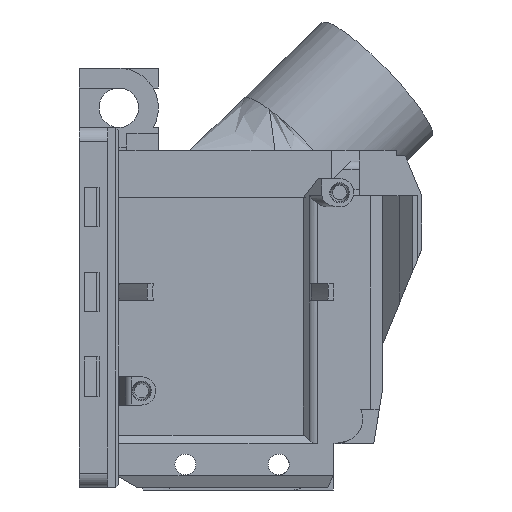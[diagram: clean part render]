
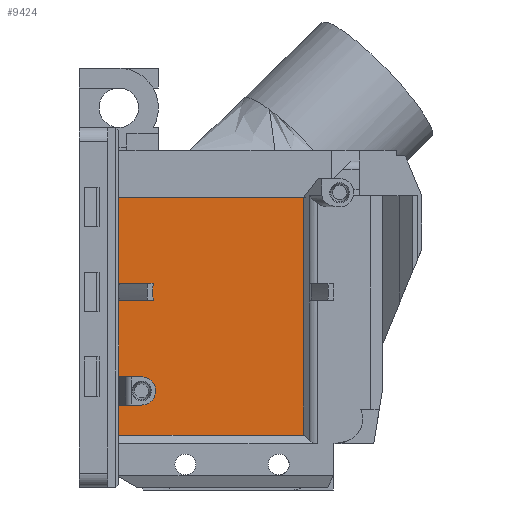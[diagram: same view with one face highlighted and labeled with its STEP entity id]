
A CAD part, left-side view. The second image highlights one B-rep face of the part: STEP entity #9424.
In plain terms, the highlighted planar face has unit normal (-1, 0, 0).
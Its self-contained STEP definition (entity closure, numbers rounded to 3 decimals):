
#143=FACE_BOUND('',#1478,.T.);
#457=PLANE('',#10184);
#931=FACE_OUTER_BOUND('',#1477,.T.);
#1477=EDGE_LOOP('',(#8568,#8569,#8570,#8571,#8572,#8573,#8574,#8575,#8576,
#8577));
#1478=EDGE_LOOP('',(#8578,#8579,#8580,#8581));
#1772=CIRCLE('',#10078,15.5);
#1773=CIRCLE('',#10082,2.5);
#1774=CIRCLE('',#10094,21.5);
#1775=CIRCLE('',#10095,21.5);
#1965=LINE('',#13106,#2928);
#1967=LINE('',#13110,#2930);
#2686=LINE('',#18100,#3649);
#2689=LINE('',#18111,#3652);
#2690=LINE('',#18118,#3653);
#2694=LINE('',#18127,#3657);
#2696=LINE('',#18130,#3659);
#2706=LINE('',#18154,#3669);
#2792=LINE('',#18375,#3755);
#2793=LINE('',#18377,#3756);
#2928=VECTOR('',#10339,10.);
#2930=VECTOR('',#10341,10.);
#3649=VECTOR('',#12204,10.);
#3652=VECTOR('',#12213,10.);
#3653=VECTOR('',#12216,10.);
#3657=VECTOR('',#12226,10.);
#3659=VECTOR('',#12230,1.);
#3669=VECTOR('',#12264,10.);
#3755=VECTOR('',#12524,10.);
#3756=VECTOR('',#12527,10.);
#3906=VERTEX_POINT('',#13103);
#3907=VERTEX_POINT('',#13105);
#3908=VERTEX_POINT('',#13107);
#3909=VERTEX_POINT('',#13109);
#4625=VERTEX_POINT('',#18098);
#4626=VERTEX_POINT('',#18099);
#4627=VERTEX_POINT('',#18106);
#4628=VERTEX_POINT('',#18110);
#4629=VERTEX_POINT('',#18116);
#4630=VERTEX_POINT('',#18117);
#4631=VERTEX_POINT('',#18122);
#4632=VERTEX_POINT('',#18126);
#4634=VERTEX_POINT('',#18153);
#4676=VERTEX_POINT('',#18373);
#4814=EDGE_CURVE('',#3906,#3907,#1965,.T.);
#4816=EDGE_CURVE('',#3908,#3909,#1967,.T.);
#5874=EDGE_CURVE('',#4625,#4626,#2686,.T.);
#5877=EDGE_CURVE('',#4627,#4625,#1772,.T.);
#5879=EDGE_CURVE('',#4628,#4627,#2689,.T.);
#5881=EDGE_CURVE('',#4629,#4630,#2690,.T.);
#5884=EDGE_CURVE('',#4631,#4630,#1773,.T.);
#5886=EDGE_CURVE('',#4632,#4631,#2694,.T.);
#5888=EDGE_CURVE('',#4629,#4632,#2696,.T.);
#5898=EDGE_CURVE('',#3908,#4628,#1774,.T.);
#5899=EDGE_CURVE('',#4626,#3907,#1775,.T.);
#5900=EDGE_CURVE('',#4634,#3906,#2706,.T.);
#6009=EDGE_CURVE('',#4634,#4676,#2792,.T.);
#6010=EDGE_CURVE('',#4676,#3909,#2793,.F.);
#8568=ORIENTED_EDGE('',*,*,#5899,.T.);
#8569=ORIENTED_EDGE('',*,*,#4814,.F.);
#8570=ORIENTED_EDGE('',*,*,#5900,.F.);
#8571=ORIENTED_EDGE('',*,*,#6009,.T.);
#8572=ORIENTED_EDGE('',*,*,#6010,.T.);
#8573=ORIENTED_EDGE('',*,*,#4816,.F.);
#8574=ORIENTED_EDGE('',*,*,#5898,.T.);
#8575=ORIENTED_EDGE('',*,*,#5879,.T.);
#8576=ORIENTED_EDGE('',*,*,#5877,.T.);
#8577=ORIENTED_EDGE('',*,*,#5874,.T.);
#8578=ORIENTED_EDGE('',*,*,#5888,.T.);
#8579=ORIENTED_EDGE('',*,*,#5886,.T.);
#8580=ORIENTED_EDGE('',*,*,#5884,.T.);
#8581=ORIENTED_EDGE('',*,*,#5881,.F.);
#9424=ADVANCED_FACE('',(#931,#143),#457,.T.);
#10078=AXIS2_PLACEMENT_3D('',#18107,#12208,#12209);
#10082=AXIS2_PLACEMENT_3D('',#18123,#12221,#12222);
#10094=AXIS2_PLACEMENT_3D('',#18150,#12258,#12259);
#10095=AXIS2_PLACEMENT_3D('',#18151,#12260,#12261);
#10184=AXIS2_PLACEMENT_3D('',#18376,#12525,#12526);
#10339=DIRECTION('',(0.,0.,1.));
#10341=DIRECTION('',(0.,0.,1.));
#12204=DIRECTION('',(0.,1.,0.));
#12208=DIRECTION('center_axis',(-1.,0.,0.));
#12209=DIRECTION('ref_axis',(0.,-1.,0.));
#12213=DIRECTION('',(0.,-1.,0.));
#12216=DIRECTION('',(0.,-1.,0.));
#12221=DIRECTION('center_axis',(1.,0.,0.));
#12222=DIRECTION('ref_axis',(0.,-1.,0.));
#12226=DIRECTION('',(0.,-1.,0.));
#12230=DIRECTION('',(0.,0.,1.));
#12258=DIRECTION('center_axis',(1.,0.,0.));
#12259=DIRECTION('ref_axis',(0.,1.,0.));
#12260=DIRECTION('center_axis',(1.,0.,0.));
#12261=DIRECTION('ref_axis',(0.,1.,0.));
#12264=DIRECTION('',(0.,1.,0.));
#12524=DIRECTION('',(0.,0.,1.));
#12525=DIRECTION('center_axis',(-1.,0.,0.));
#12526=DIRECTION('ref_axis',(0.,-1.,0.));
#12527=DIRECTION('',(0.,-1.,0.));
#13103=CARTESIAN_POINT('',(-22.,20.,10.711));
#13105=CARTESIAN_POINT('',(-22.,20.,35.999));
#13106=CARTESIAN_POINT('',(-22.,20.,48.));
#13107=CARTESIAN_POINT('',(-22.,20.,36.001));
#13109=CARTESIAN_POINT('',(-22.,20.,52.6));
#13110=CARTESIAN_POINT('',(-22.,20.,48.));
#18098=CARTESIAN_POINT('',(-22.,13.927,34.5));
#18099=CARTESIAN_POINT('',(-22.,19.948,34.5));
#18100=CARTESIAN_POINT('',(-22.,1.214,34.5));
#18106=CARTESIAN_POINT('',(-22.,13.927,37.5));
#18107=CARTESIAN_POINT('Origin',(-22.,-1.5,36.));
#18110=CARTESIAN_POINT('',(-22.,19.948,37.5));
#18111=CARTESIAN_POINT('',(-22.,1.716,37.5));
#18116=CARTESIAN_POINT('',(-22.,19.9,16.));
#18117=CARTESIAN_POINT('',(-22.,16.,16.));
#18118=CARTESIAN_POINT('',(-22.,3.5,16.));
#18122=CARTESIAN_POINT('',(-22.,15.751,20.988));
#18123=CARTESIAN_POINT('Origin',(-22.,16.,18.5));
#18126=CARTESIAN_POINT('',(-22.,19.9,20.988));
#18127=CARTESIAN_POINT('',(-22.,-1.968,20.988));
#18130=CARTESIAN_POINT('',(-22.,19.9,16.));
#18150=CARTESIAN_POINT('Origin',(-22.,-1.5,36.));
#18151=CARTESIAN_POINT('Origin',(-22.,-1.5,36.));
#18153=CARTESIAN_POINT('',(-22.,-12.603,10.711));
#18154=CARTESIAN_POINT('',(-22.,-11.216,10.711));
#18373=CARTESIAN_POINT('',(-22.,-12.603,52.6));
#18375=CARTESIAN_POINT('',(-22.,-12.603,26.869));
#18376=CARTESIAN_POINT('Origin',(-22.,-11.5,32.406));
#18377=CARTESIAN_POINT('',(-22.,-5.125,52.6));
